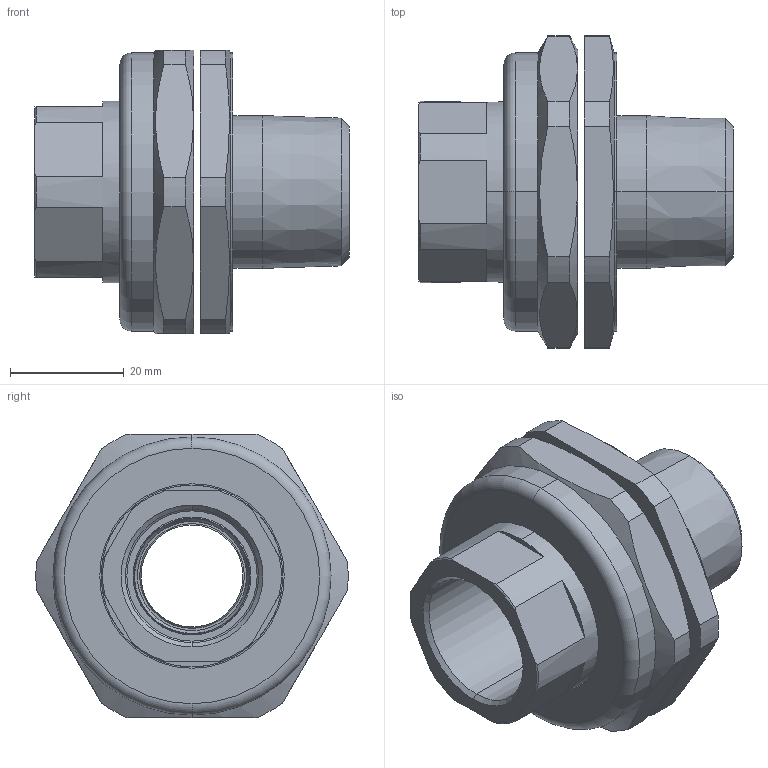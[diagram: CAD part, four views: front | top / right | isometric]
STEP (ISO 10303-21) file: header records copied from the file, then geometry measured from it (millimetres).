
FILE_DESCRIPTION (( 'STEP AP203' ), '1' );
FILE_NAME ('PX780REXDT2M3.STEP', '2019-04-09T08:05:51', ( '' ), ( '' ), 'SwSTEP 2.0', 'SolidWorks 2017', '' );
FILE_SCHEMA (( 'CONFIG_CONTROL_DESIGN' ));
Length unit declared in the file: inch
Products named in the file (1): PX780REXDT2M3
Bounding box: 55.42 x 54.97 x 50 mm (x, y, z)
Surface area: 16191.1 mm2 (no closed solid volume)
Topology: 0 solids, 4 shells, 90 faces, 230 edges, 148 vertices
Faces by surface type: plane 32, cone 28, cylinder 28, torus 2
Entity records: 2968 total; most frequent: CARTESIAN_POINT 697, DIRECTION 476, ORIENTED_EDGE 444, EDGE_CURVE 230, AXIS2_PLACEMENT_3D 195, VERTEX_POINT 148, CIRCLE 104, EDGE_LOOP 98
